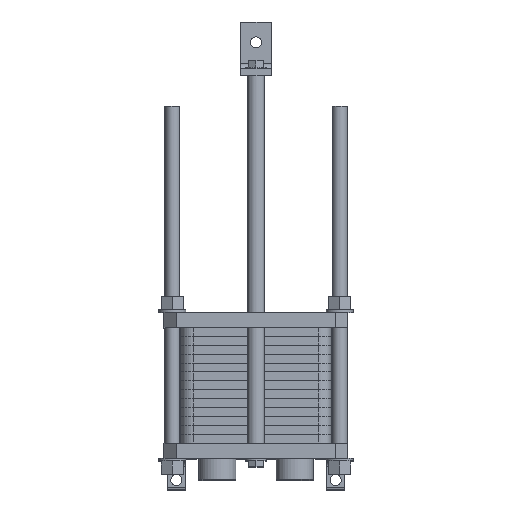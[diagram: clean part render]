
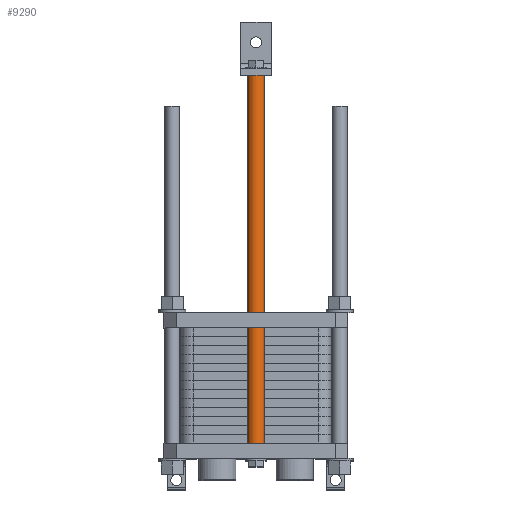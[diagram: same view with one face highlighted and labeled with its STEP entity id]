
A CAD part, top view. The second image highlights one B-rep face of the part: STEP entity #9290.
In plain terms, the highlighted cylindrical face has radius 14 mm (diameter 28 mm), a full revolution.
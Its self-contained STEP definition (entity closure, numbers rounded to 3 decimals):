
#3248=FACE_BOUND('',#4155,.T.);
#3331=CYLINDRICAL_SURFACE('',#9856,14.);
#3629=FACE_OUTER_BOUND('',#4154,.T.);
#4154=EDGE_LOOP('',(#7682));
#4155=EDGE_LOOP('',(#7683));
#4508=CIRCLE('',#9815,14.);
#4515=CIRCLE('',#9842,14.);
#5236=VERTEX_POINT('',#14396);
#5271=VERTEX_POINT('',#14498);
#6078=EDGE_CURVE('',#5236,#5236,#4508,.T.);
#6125=EDGE_CURVE('',#5271,#5271,#4515,.T.);
#7682=ORIENTED_EDGE('',*,*,#6078,.F.);
#7683=ORIENTED_EDGE('',*,*,#6125,.F.);
#9290=ADVANCED_FACE('',(#3629,#3248),#3331,.T.);
#9815=AXIS2_PLACEMENT_3D('',#14397,#11411,#11412);
#9842=AXIS2_PLACEMENT_3D('',#14499,#11505,#11506);
#9856=AXIS2_PLACEMENT_3D('',#14541,#11549,#11550);
#11411=DIRECTION('center_axis',(0.,-1.,0.));
#11412=DIRECTION('ref_axis',(-1.,0.,0.));
#11505=DIRECTION('center_axis',(0.,1.,0.));
#11506=DIRECTION('ref_axis',(-1.,0.,0.));
#11549=DIRECTION('center_axis',(0.,1.,0.));
#11550=DIRECTION('ref_axis',(-1.,0.,0.));
#14396=CARTESIAN_POINT('',(14.,0.,873.));
#14397=CARTESIAN_POINT('Origin',(0.,0.,
873.));
#14498=CARTESIAN_POINT('',(14.,600.,873.));
#14499=CARTESIAN_POINT('Origin',(0.,600.,873.));
#14541=CARTESIAN_POINT('Origin',(0.,0.,
873.));
